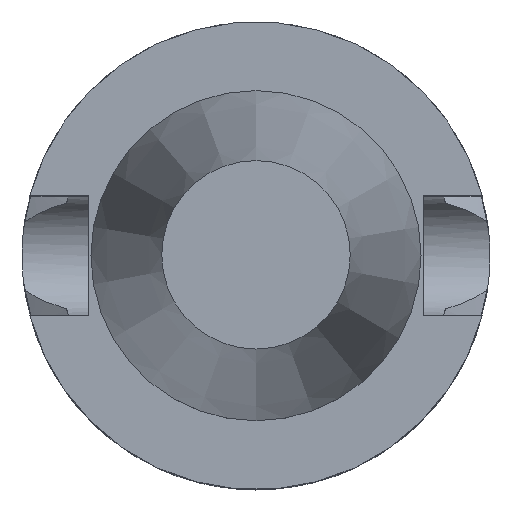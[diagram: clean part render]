
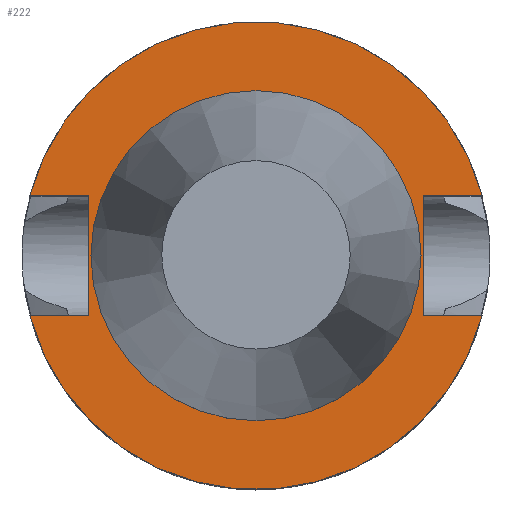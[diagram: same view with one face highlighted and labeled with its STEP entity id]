
A CAD part, top view. The second image highlights one B-rep face of the part: STEP entity #222.
In plain terms, the highlighted planar face has unit normal (0, 0, 1).
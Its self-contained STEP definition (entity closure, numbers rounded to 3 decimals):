
#119=EDGE_CURVE('240[2]',#349,#350,#351,.T.);
#130=EDGE_CURVE('240[2]',#369,#369,#370,.T.);
#138=EDGE_CURVE('240[2]',#383,#384,#385,.T.);
#186=EDGE_CURVE('240[2]',#455,#456,#457,.T.);
#201=EDGE_CURVE('240[2]',#354,#479,#480,.T.);
#222=ADVANCED_FACE('240[2]',(#508,#509),#510,.T.);
#231=EDGE_CURVE('240[2]',#456,#354,#523,.T.);
#240=EDGE_CURVE('240[2]',#479,#383,#534,.T.);
#247=EDGE_CURVE('240[2]',#350,#455,#543,.T.);
#259=EDGE_CURVE('240[2]',#384,#349,#556,.T.);
#349=VERTEX_POINT('',#653);
#350=VERTEX_POINT('',#654);
#351=LINE('',#655,#656);
#354=VERTEX_POINT('',#660);
#369=VERTEX_POINT('',#690);
#370=CIRCLE('',#691,22.225);
#383=VERTEX_POINT('',#726);
#384=VERTEX_POINT('',#727);
#385=CIRCLE('',#728,31.5);
#455=VERTEX_POINT('',#844);
#456=VERTEX_POINT('',#845);
#457=CIRCLE('',#846,31.5);
#479=VERTEX_POINT('',#941);
#480=LINE('',#942,#943);
#508=FACE_OUTER_BOUND('',#990,.T.);
#509=FACE_BOUND('',#991,.T.);
#510=PLANE('',#992);
#523=LINE('',#1019,#1020);
#534=LINE('',#1053,#1054);
#543=LINE('',#1066,#1067);
#556=LINE('',#1107,#1108);
#653=CARTESIAN_POINT('',(22.5,-8.05,-2.0));
#654=CARTESIAN_POINT('',(22.5,8.05,-2.0));
#655=CARTESIAN_POINT('',(22.5,5.556,-2.0));
#656=VECTOR('',#1326,1.0);
#660=CARTESIAN_POINT('',(-22.5,8.05,-2.0));
#690=CARTESIAN_POINT('',(0.,22.225,-2.0));
#691=AXIS2_PLACEMENT_3D('',#1337,#1338,#1339);
#726=CARTESIAN_POINT('',(-30.454,-8.05,-2.0));
#727=CARTESIAN_POINT('',(30.454,-8.05,-2.0));
#728=AXIS2_PLACEMENT_3D('',#1343,#1344,#1345);
#844=CARTESIAN_POINT('',(30.454,8.05,-2.0));
#845=CARTESIAN_POINT('',(-30.454,8.05,-2.0));
#846=AXIS2_PLACEMENT_3D('',#1443,#1444,#1445);
#941=CARTESIAN_POINT('',(-22.5,-8.05,-2.0));
#942=CARTESIAN_POINT('',(-22.5,5.556,-2.0));
#943=VECTOR('',#1464,1.0);
#990=EDGE_LOOP('',(#1500,#1501,#1502,#1503,#1504,#1505,#1506,#1507));
#991=EDGE_LOOP('',(#1508));
#992=AXIS2_PLACEMENT_3D('',#1509,#1510,#1511);
#1019=CARTESIAN_POINT('',(-11.25,8.05,-2.0));
#1020=VECTOR('',#1521,1.0);
#1053=CARTESIAN_POINT('',(-11.25,-8.05,-2.0));
#1054=VECTOR('',#1533,1.0);
#1066=CARTESIAN_POINT('',(11.25,8.05,-2.0));
#1067=VECTOR('',#1545,1.0);
#1107=CARTESIAN_POINT('',(11.25,-8.05,-2.0));
#1108=VECTOR('',#1551,1.0);
#1326=DIRECTION('',(0.,1.0,0.));
#1337=CARTESIAN_POINT('',(0.,0.,-2.0));
#1338=DIRECTION('',(0.,0.,1.0));
#1339=DIRECTION('',(0.,1.0,0.));
#1343=CARTESIAN_POINT('',(0.,0.,-2.0));
#1344=DIRECTION('',(0.,0.,1.0));
#1345=DIRECTION('',(0.,1.0,0.));
#1443=CARTESIAN_POINT('',(0.,0.,-2.0));
#1444=DIRECTION('',(0.,0.,1.0));
#1445=DIRECTION('',(0.,1.0,0.));
#1464=DIRECTION('',(0.,-1.0,0.));
#1500=ORIENTED_EDGE('',*,*,#240,.T.);
#1501=ORIENTED_EDGE('',*,*,#138,.T.);
#1502=ORIENTED_EDGE('',*,*,#259,.T.);
#1503=ORIENTED_EDGE('',*,*,#119,.T.);
#1504=ORIENTED_EDGE('',*,*,#247,.T.);
#1505=ORIENTED_EDGE('',*,*,#186,.T.);
#1506=ORIENTED_EDGE('',*,*,#231,.T.);
#1507=ORIENTED_EDGE('',*,*,#201,.T.);
#1508=ORIENTED_EDGE('',*,*,#130,.F.);
#1509=CARTESIAN_POINT('',(0.,11.113,-2.0));
#1510=DIRECTION('',(0.,0.,1.0));
#1511=DIRECTION('',(1.0,0.,0.0));
#1521=DIRECTION('',(1.0,0.,0.));
#1533=DIRECTION('',(-1.0,0.,0.));
#1545=DIRECTION('',(1.0,0.,0.));
#1551=DIRECTION('',(-1.0,0.,0.));
